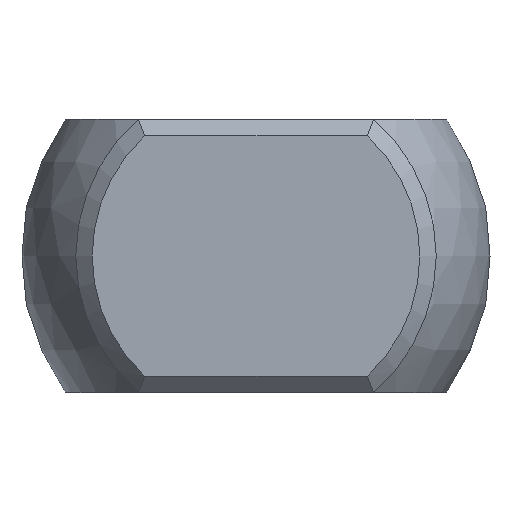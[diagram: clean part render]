
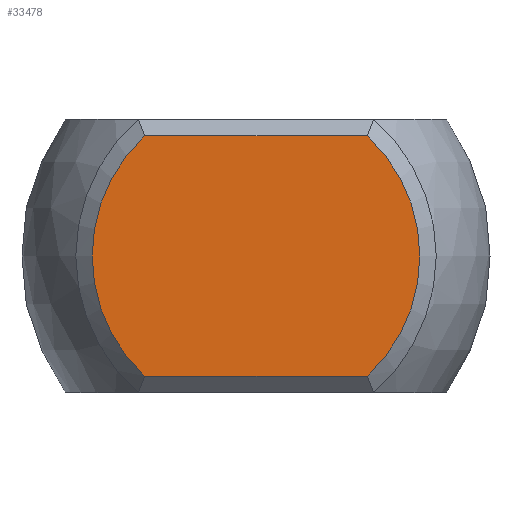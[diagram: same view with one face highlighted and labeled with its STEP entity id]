
A CAD part, left-side view. The second image highlights one B-rep face of the part: STEP entity #33478.
In plain terms, the highlighted planar face has unit normal (-1, 0, 0).
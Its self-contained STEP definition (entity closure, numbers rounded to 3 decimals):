
#31915 = PLANE('',#31916);
#31916 = AXIS2_PLACEMENT_3D('',#31917,#31918,#31919);
#31917 = CARTESIAN_POINT('',(-34.225,4.775,2.35));
#31918 = DIRECTION('',(-0.707,0.,0.707));
#31919 = DIRECTION('',(0.707,0.,0.707));
#33108 = CONICAL_SURFACE('',#33109,3.15,0.785);
#33109 = AXIS2_PLACEMENT_3D('',#33110,#33111,#33112);
#33110 = CARTESIAN_POINT('',(-34.225,0.,0.));
#33111 = DIRECTION('',(1.,0.,0.));
#33112 = DIRECTION('',(0.,-1.,0.));
#33128 = VERTEX_POINT('',#33129);
#33129 = CARTESIAN_POINT('',(-34.375,-2.04,2.2));
#33151 = EDGE_CURVE('',#33128,#33152,#33154,.T.);
#33152 = VERTEX_POINT('',#33153);
#33153 = CARTESIAN_POINT('',(-34.375,-2.04,-2.2));
#33154 = SURFACE_CURVE('',#33155,(#33160,#33167),.PCURVE_S1.);
#33155 = CIRCLE('',#33156,3.);
#33156 = AXIS2_PLACEMENT_3D('',#33157,#33158,#33159);
#33157 = CARTESIAN_POINT('',(-34.375,0.,0.));
#33158 = DIRECTION('',(1.,0.,0.));
#33159 = DIRECTION('',(0.,-1.,0.));
#33160 = PCURVE('',#33108,#33161);
#33161 = DEFINITIONAL_REPRESENTATION('',(#33162),#33166);
#33162 = LINE('',#33163,#33164);
#33163 = CARTESIAN_POINT('',(-6.283,-0.15));
#33164 = VECTOR('',#33165,1.);
#33165 = DIRECTION('',(1.,0.));
#33166 = ( GEOMETRIC_REPRESENTATION_CONTEXT(2) 
PARAMETRIC_REPRESENTATION_CONTEXT() REPRESENTATION_CONTEXT('2D SPACE',''
  ) );
#33167 = PCURVE('',#33168,#33173);
#33168 = PLANE('',#33169);
#33169 = AXIS2_PLACEMENT_3D('',#33170,#33171,#33172);
#33170 = CARTESIAN_POINT('',(-34.375,3.3,0.));
#33171 = DIRECTION('',(-1.,0.,0.));
#33172 = DIRECTION('',(0.,0.,1.));
#33173 = DEFINITIONAL_REPRESENTATION('',(#33174),#33182);
#33174 = ( BOUNDED_CURVE() B_SPLINE_CURVE(2,(#33175,#33176,#33177,#33178
    ,#33179,#33180,#33181),.UNSPECIFIED.,.T.,.F.) 
B_SPLINE_CURVE_WITH_KNOTS((1,2,2,2,2,1),(-2.094,0.,
    2.094,4.189,6.283,8.378),
.UNSPECIFIED.) CURVE() GEOMETRIC_REPRESENTATION_ITEM() 
RATIONAL_B_SPLINE_CURVE((1.,0.5,1.,0.5,1.,0.5,1.)) REPRESENTATION_ITEM(
  '') );
#33175 = CARTESIAN_POINT('',(0.,-6.3));
#33176 = CARTESIAN_POINT('',(-5.196,-6.3));
#33177 = CARTESIAN_POINT('',(-2.598,-1.8));
#33178 = CARTESIAN_POINT('',(0.,2.7));
#33179 = CARTESIAN_POINT('',(2.598,-1.8));
#33180 = CARTESIAN_POINT('',(5.196,-6.3));
#33181 = CARTESIAN_POINT('',(0.,-6.3));
#33182 = ( GEOMETRIC_REPRESENTATION_CONTEXT(2) 
PARAMETRIC_REPRESENTATION_CONTEXT() REPRESENTATION_CONTEXT('2D SPACE',''
  ) );
#33198 = PLANE('',#33199);
#33199 = AXIS2_PLACEMENT_3D('',#33200,#33201,#33202);
#33200 = CARTESIAN_POINT('',(-34.225,-1.475,-2.35));
#33201 = DIRECTION('',(-0.707,0.,-0.707));
#33202 = DIRECTION('',(-0.707,0.,0.707));
#33216 = VERTEX_POINT('',#33217);
#33217 = CARTESIAN_POINT('',(-34.375,2.04,2.2));
#33233 = CONICAL_SURFACE('',#33234,3.15,0.785);
#33234 = AXIS2_PLACEMENT_3D('',#33235,#33236,#33237);
#33235 = CARTESIAN_POINT('',(-34.225,0.,0.));
#33236 = DIRECTION('',(1.,0.,0.));
#33237 = DIRECTION('',(-0.,1.,0.));
#33244 = EDGE_CURVE('',#33216,#33128,#33245,.T.);
#33245 = SURFACE_CURVE('',#33246,(#33250,#33257),.PCURVE_S1.);
#33246 = LINE('',#33247,#33248);
#33247 = CARTESIAN_POINT('',(-34.375,4.775,2.2));
#33248 = VECTOR('',#33249,1.);
#33249 = DIRECTION('',(0.,-1.,0.));
#33250 = PCURVE('',#31915,#33251);
#33251 = DEFINITIONAL_REPRESENTATION('',(#33252),#33256);
#33252 = LINE('',#33253,#33254);
#33253 = CARTESIAN_POINT('',(-0.212,0.));
#33254 = VECTOR('',#33255,1.);
#33255 = DIRECTION('',(0.,-1.));
#33256 = ( GEOMETRIC_REPRESENTATION_CONTEXT(2) 
PARAMETRIC_REPRESENTATION_CONTEXT() REPRESENTATION_CONTEXT('2D SPACE',''
  ) );
#33257 = PCURVE('',#33168,#33258);
#33258 = DEFINITIONAL_REPRESENTATION('',(#33259),#33263);
#33259 = LINE('',#33260,#33261);
#33260 = CARTESIAN_POINT('',(2.2,1.475));
#33261 = VECTOR('',#33262,1.);
#33262 = DIRECTION('',(0.,-1.));
#33263 = ( GEOMETRIC_REPRESENTATION_CONTEXT(2) 
PARAMETRIC_REPRESENTATION_CONTEXT() REPRESENTATION_CONTEXT('2D SPACE',''
  ) );
#33294 = VERTEX_POINT('',#33295);
#33295 = CARTESIAN_POINT('',(-34.375,2.04,-2.2));
#33317 = EDGE_CURVE('',#33294,#33216,#33318,.T.);
#33318 = SURFACE_CURVE('',#33319,(#33324,#33331),.PCURVE_S1.);
#33319 = CIRCLE('',#33320,3.);
#33320 = AXIS2_PLACEMENT_3D('',#33321,#33322,#33323);
#33321 = CARTESIAN_POINT('',(-34.375,0.,0.));
#33322 = DIRECTION('',(1.,0.,0.));
#33323 = DIRECTION('',(-0.,1.,0.));
#33324 = PCURVE('',#33233,#33325);
#33325 = DEFINITIONAL_REPRESENTATION('',(#33326),#33330);
#33326 = LINE('',#33327,#33328);
#33327 = CARTESIAN_POINT('',(-6.283,-0.15));
#33328 = VECTOR('',#33329,1.);
#33329 = DIRECTION('',(1.,0.));
#33330 = ( GEOMETRIC_REPRESENTATION_CONTEXT(2) 
PARAMETRIC_REPRESENTATION_CONTEXT() REPRESENTATION_CONTEXT('2D SPACE',''
  ) );
#33331 = PCURVE('',#33168,#33332);
#33332 = DEFINITIONAL_REPRESENTATION('',(#33333),#33341);
#33333 = ( BOUNDED_CURVE() B_SPLINE_CURVE(2,(#33334,#33335,#33336,#33337
    ,#33338,#33339,#33340),.UNSPECIFIED.,.T.,.F.) 
B_SPLINE_CURVE_WITH_KNOTS((1,2,2,2,2,1),(-2.094,0.,
    2.094,4.189,6.283,8.378),
.UNSPECIFIED.) CURVE() GEOMETRIC_REPRESENTATION_ITEM() 
RATIONAL_B_SPLINE_CURVE((1.,0.5,1.,0.5,1.,0.5,1.)) REPRESENTATION_ITEM(
  '') );
#33334 = CARTESIAN_POINT('',(0.,-0.3));
#33335 = CARTESIAN_POINT('',(5.196,-0.3));
#33336 = CARTESIAN_POINT('',(2.598,-4.8));
#33337 = CARTESIAN_POINT('',(0.,-9.3));
#33338 = CARTESIAN_POINT('',(-2.598,-4.8));
#33339 = CARTESIAN_POINT('',(-5.196,-0.3));
#33340 = CARTESIAN_POINT('',(0.,-0.3));
#33341 = ( GEOMETRIC_REPRESENTATION_CONTEXT(2) 
PARAMETRIC_REPRESENTATION_CONTEXT() REPRESENTATION_CONTEXT('2D SPACE',''
  ) );
#33347 = EDGE_CURVE('',#33152,#33294,#33348,.T.);
#33348 = SURFACE_CURVE('',#33349,(#33353,#33360),.PCURVE_S1.);
#33349 = LINE('',#33350,#33351);
#33350 = CARTESIAN_POINT('',(-34.375,-1.475,-2.2));
#33351 = VECTOR('',#33352,1.);
#33352 = DIRECTION('',(0.,1.,0.));
#33353 = PCURVE('',#33198,#33354);
#33354 = DEFINITIONAL_REPRESENTATION('',(#33355),#33359);
#33355 = LINE('',#33356,#33357);
#33356 = CARTESIAN_POINT('',(0.212,0.));
#33357 = VECTOR('',#33358,1.);
#33358 = DIRECTION('',(0.,1.));
#33359 = ( GEOMETRIC_REPRESENTATION_CONTEXT(2) 
PARAMETRIC_REPRESENTATION_CONTEXT() REPRESENTATION_CONTEXT('2D SPACE',''
  ) );
#33360 = PCURVE('',#33168,#33361);
#33361 = DEFINITIONAL_REPRESENTATION('',(#33362),#33366);
#33362 = LINE('',#33363,#33364);
#33363 = CARTESIAN_POINT('',(-2.2,-4.775));
#33364 = VECTOR('',#33365,1.);
#33365 = DIRECTION('',(0.,1.));
#33366 = ( GEOMETRIC_REPRESENTATION_CONTEXT(2) 
PARAMETRIC_REPRESENTATION_CONTEXT() REPRESENTATION_CONTEXT('2D SPACE',''
  ) );
#33478 = ADVANCED_FACE('',(#33479),#33168,.T.);
#33479 = FACE_BOUND('',#33480,.T.);
#33480 = EDGE_LOOP('',(#33481,#33482,#33483,#33484));
#33481 = ORIENTED_EDGE('',*,*,#33151,.F.);
#33482 = ORIENTED_EDGE('',*,*,#33244,.F.);
#33483 = ORIENTED_EDGE('',*,*,#33317,.F.);
#33484 = ORIENTED_EDGE('',*,*,#33347,.F.);
